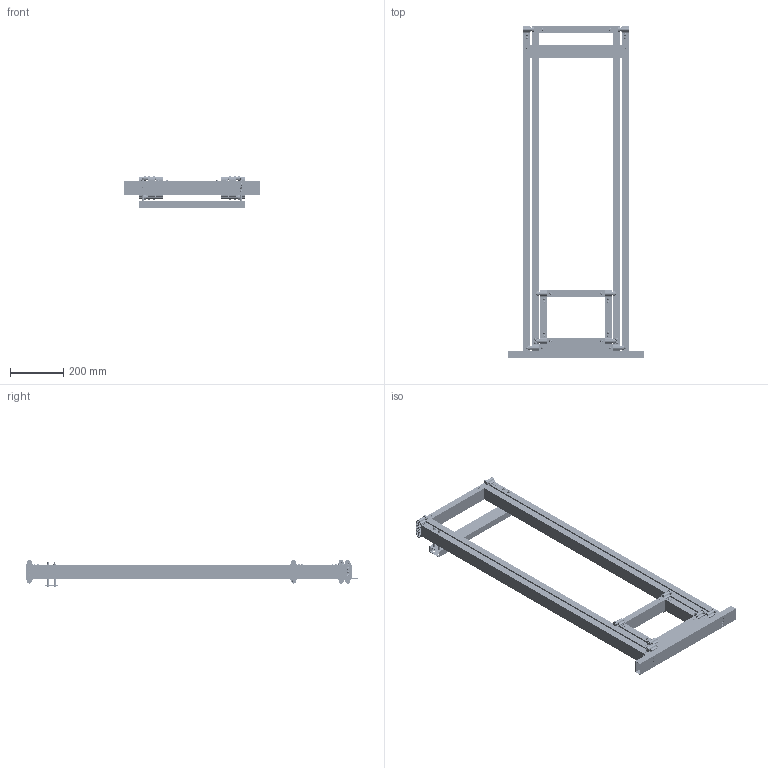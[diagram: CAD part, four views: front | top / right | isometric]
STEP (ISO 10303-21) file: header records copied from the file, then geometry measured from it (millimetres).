
FILE_DESCRIPTION (( 'STEP AP214' ), '1' );
FILE_NAME ('WCP-EX-0013.step', '2022-01-24T17:52:15', ( '' ), ( '' ), 'SwSTEP 2.0', 'SolidWorks 2020', '' );
FILE_SCHEMA (( 'AUTOMOTIVE_DESIGN' ));
Length unit declared in the file: inch
Products named in the file (30): WCP-0199-001 Rev2; WCP-0199 - Elevator Block_0.75" Bearing; WCP-EX-0014-009; WCP-0039 Rev1; WCP-0379 Rev1; WCP-0326 Rev1; WCP-EX-0014-002; WCP-0199-004 Rev2; WCP-0204 Rev1; WCP-EX-0013-002; WCP-0199-003 Rev2_0.750 Bearing; WCP-EX-0013-001; 10-32 SHCS - No Thread_3.500; WCP-EX-0014-007; WCP-0212_0_250_radial_bearing; 10-32 BHCS - No Thread_0.250; WCP-0374 Rev1; WCP-EX-0014-001; WCP-EX-0014-005; WCP-EX-0013; WCP-0474 Rev1; 10-32 BHCS - No Thread_0.750; WCP-0199-007 Rev2_0.750 Bearing
Assembly tree (271 placements, depth 3):
  WCP-EX-0013
    WCP-EX-0014-001
    WCP-EX-0014-002  x2
    WCP-0199 - Elevator Block_0.75" Bearing
      WCP-0199-001 Rev2
      WCP-0199-004 Rev2
      WCP-0199-003 Rev2_0.750 Bearing  x2
      WCP-0199-007 Rev2_0.750 Bearing  x2
      WCP-0474 Rev1  x2
      WCP-0212_0_250_radial_bearing  x4
      WCP-0039 Rev1  x4
    WCP-EX-0014-005  x2
    WCP-EX-0013-001  x2
    WCP-EX-0013-002  x2
    WCP-EX-0014-007  x2
    10-32 BHCS - No Thread_0.250  x76
    10-32 BHCS - No Thread_0.750  x15
    WCP-0379 Rev1  x10
    WCP-0374 Rev1  x10
    WCP-0199 - Elevator Block_0.75" Bearing
      WCP-0199-001 Rev2
      WCP-0199-004 Rev2
      WCP-0199-003 Rev2_0.750 Bearing  x2
      WCP-0199-007 Rev2_0.750 Bearing  x2
      WCP-0474 Rev1  x2
      WCP-0212_0_250_radial_bearing  x4
      WCP-0039 Rev1  x4
    WCP-0199 - Elevator Block_0.75" Bearing
      WCP-0199-001 Rev2
      WCP-0199-004 Rev2
      WCP-0199-003 Rev2_0.750 Bearing  x2
      WCP-0199-007 Rev2_0.750 Bearing  x2
      WCP-0474 Rev1  x2
      WCP-0212_0_250_radial_bearing  x4
      WCP-0039 Rev1  x4
    WCP-0199 - Elevator Block_0.75" Bearing
      WCP-0199-001 Rev2
      WCP-0199-004 Rev2
      WCP-0199-003 Rev2_0.750 Bearing  x2
      WCP-0199-007 Rev2_0.750 Bearing  x2
      WCP-0474 Rev1  x2
      WCP-0212_0_250_radial_bearing  x4
      WCP-0039 Rev1  x4
    WCP-0199 - Elevator Block_0.75" Bearing
      WCP-0199-001 Rev2
      WCP-0199-004 Rev2
      WCP-0199-003 Rev2_0.750 Bearing  x2
      WCP-0199-007 Rev2_0.750 Bearing  x2
      WCP-0474 Rev1  x2
      WCP-0212_0_250_radial_bearing  x4
      WCP-0039 Rev1  x4
    WCP-0199 - Elevator Block_0.75" Bearing
      WCP-0199-001 Rev2
      WCP-0199-004 Rev2
      WCP-0199-003 Rev2_0.750 Bearing  x2
      WCP-0199-007 Rev2_0.750 Bearing  x2
      WCP-0474 Rev1  x2
      WCP-0212_0_250_radial_bearing  x4
      WCP-0039 Rev1  x4
    WCP-0199 - Elevator Block_0.75" Bearing
Bounding box: 508 x 1244.6 x 120.65 mm (x, y, z)
Volume: 2126356 mm3; surface area: 2459156.1 mm2
Topology: 263 solids, 263 shells, 8735 faces, 20375 edges, 12577 vertices
Faces by surface type: cylinder 3640, plane 2934, cone 1661, torus 412, bspline 88
Entity records: 31932 total; most frequent: CARTESIAN_POINT 7474, DIRECTION 5143, ORIENTED_EDGE 4198, EDGE_CURVE 2099, AXIS2_PLACEMENT_3D 2054, VERTEX_POINT 1348, EDGE_LOOP 1069, VECTOR 1035
